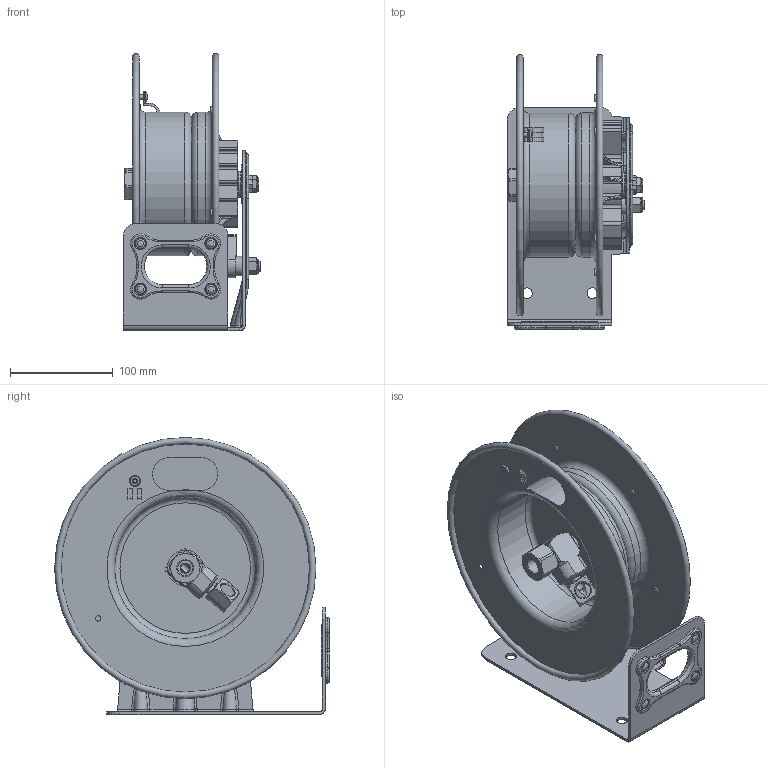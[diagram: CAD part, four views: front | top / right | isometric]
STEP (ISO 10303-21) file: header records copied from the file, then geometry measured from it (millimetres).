
FILE_DESCRIPTION(/* description */ (''),/* implementation_level */ '2;1');
FILE_NAME(/* name */ 'LG-LP-310_SHARED.stp',/* time_stamp */ '2020-01-15T13:05:29-07:00',/* author */ ('NMelton'),/* organization */ (''),/* preprocessor_version */ 'ST-DEVELOPER v17',/* originating_system */ 'Autodesk Inventor 2019',/* authorisation */ '');
FILE_SCHEMA (('AUTOMOTIVE_DESIGN { 1 0 10303 214 3 1 1 }','FEATURE_BASED_PROCESS_PLANNING'));
Products named in the file (1): LG-LP-310_SHARED
Bounding box: 133.33 x 267.1 x 269.36 mm (x, y, z)
Surface area: 403594.4 mm2 (no closed solid volume)
Topology: 0 solids, 75 shells, 1993 faces, 7595 edges, 5568 vertices
Faces by surface type: plane 1030, bspline 392, cylinder 379, torus 139, cone 49, sphere 4
Full cylindrical faces by diameter (mm): 1.194 x2, 3.962 x1, 4.699 x4, 4.826 x1, 5.182 x1, 5.22 x2, 6.35 x1, 7.925 x1, 8.89 x1, 9.525 x2, 10.16 x4, 10.317 x4, 10.668 x5, 12.509 x1, 12.7 x1, 13.843 x2, 14.859 x1, 19.05 x2, 20.574 x1, 20.625 x2, 25.4 x1, 34.925 x1, 38.1 x1, 137.272 x1, 139.7 x2, 203.2 x1
Entity records: 102902 total; most frequent: CARTESIAN_POINT 40814, ORIENTED_EDGE 11975, DIRECTION 10826, EDGE_CURVE 7576, VERTEX_POINT 5568, LINE 4690, VECTOR 4690, AXIS2_PLACEMENT_3D 3068
